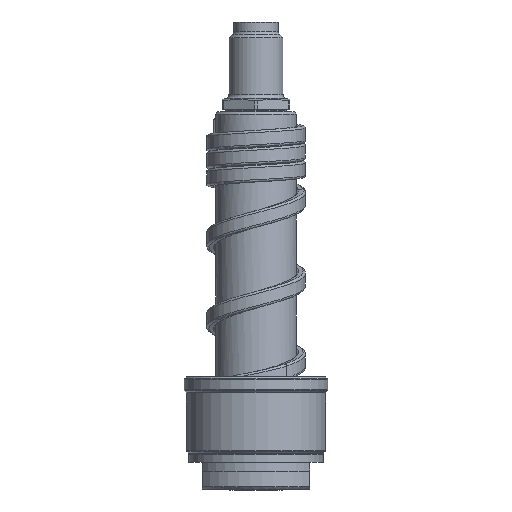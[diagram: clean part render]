
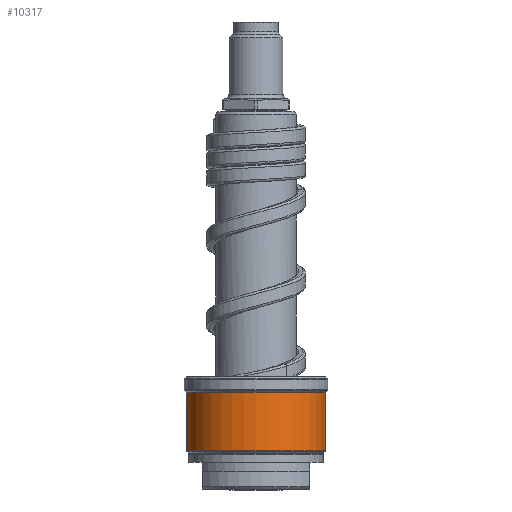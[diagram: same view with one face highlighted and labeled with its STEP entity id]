
A CAD part, front view. The second image highlights one B-rep face of the part: STEP entity #10317.
In plain terms, the highlighted cylindrical face has radius 15.5 mm (diameter 31 mm), a partial arc.
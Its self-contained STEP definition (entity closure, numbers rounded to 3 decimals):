
#2800=CARTESIAN_POINT('',(0.,0.,8.583));
#2801=DIRECTION('',(0.,0.,1.));
#2802=DIRECTION('',(-1.,0.,0.));
#2803=AXIS2_PLACEMENT_3D('',#2800,#2801,#2802);
#2805=DIRECTION('',(0.,0.,-1.));
#2806=VECTOR('',#2805,12.835);
#2807=CARTESIAN_POINT('',(-15.5,0.,21.417));
#2808=LINE('',#2807,#2806);
#2809=CARTESIAN_POINT('',(0.,0.,21.417));
#2810=DIRECTION('',(0.,0.,1.));
#2811=DIRECTION('',(-1.,0.,0.));
#2812=AXIS2_PLACEMENT_3D('',#2809,#2810,#2811);
#2814=DIRECTION('',(0.,0.,-1.));
#2815=VECTOR('',#2814,12.835);
#2816=CARTESIAN_POINT('',(15.5,0.,21.417));
#2817=LINE('',#2816,#2815);
#6301=CARTESIAN_POINT('',(15.5,0.,21.417));
#6302=CARTESIAN_POINT('',(-15.5,0.,21.417));
#6303=VERTEX_POINT('',#6301);
#6304=VERTEX_POINT('',#6302);
#6327=CARTESIAN_POINT('',(15.5,0.,8.583));
#6328=VERTEX_POINT('',#6327);
#6329=CARTESIAN_POINT('',(-15.5,0.,8.583));
#6330=VERTEX_POINT('',#6329);
#10305=CARTESIAN_POINT('',(0.,0.,7.15));
#10306=DIRECTION('',(0.,0.,1.));
#10307=DIRECTION('',(-1.,0.,0.));
#10308=AXIS2_PLACEMENT_3D('',#10305,#10306,#10307);
#10309=CYLINDRICAL_SURFACE('',#10308,15.5);
#10310=ORIENTED_EDGE('',*,*,#10277,.F.);
#10311=ORIENTED_EDGE('',*,*,#10295,.F.);
#10313=ORIENTED_EDGE('',*,*,#10312,.T.);
#10314=ORIENTED_EDGE('',*,*,#10291,.T.);
#10315=EDGE_LOOP('',(#10310,#10311,#10313,#10314));
#10316=FACE_OUTER_BOUND('',#10315,.F.);
#2804=CIRCLE('',#2803,15.5);
#2813=CIRCLE('',#2812,15.5);
#10277=EDGE_CURVE('',#6330,#6328,#2804,.T.);
#10291=EDGE_CURVE('',#6303,#6328,#2817,.T.);
#10295=EDGE_CURVE('',#6304,#6330,#2808,.T.);
#10312=EDGE_CURVE('',#6304,#6303,#2813,.T.);
#10317=ADVANCED_FACE('',(#10316),#10309,.T.);
